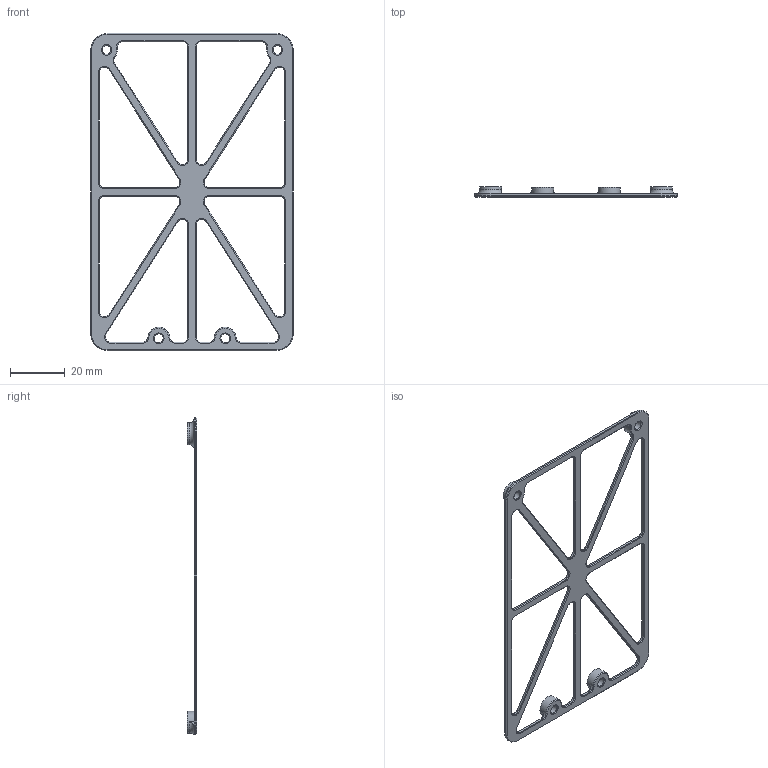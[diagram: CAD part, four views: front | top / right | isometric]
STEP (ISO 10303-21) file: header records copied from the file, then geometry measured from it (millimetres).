
FILE_DESCRIPTION(/* description */ (''),/* implementation_level */ '2;1');
FILE_NAME(/* name */ 'LCC Turnout Controller Mount v1.step',/* time_stamp */ '2025-04-04T22:12:52-04:00',/* author */ (''),/* organization */ (''),/* preprocessor_version */ 'ST-DEVELOPER v20.1',/* originating_system */ 'Autodesk Translation Framework v14.4.0.0',/* authorisation */ '');
FILE_SCHEMA (('AUTOMOTIVE_DESIGN { 1 0 10303 214 3 1 1 }'));
Length unit declared in the file: millimetre
Products named in the file (1): LCC Turnout Controller Mount
Bounding box: 74 x 3.5 x 116 mm (x, y, z)
Volume: 2892.2 mm3; surface area: 6508.4 mm2
Topology: 1 solids, 1 shells, 154 faces, 390 edges, 236 vertices
Faces by surface type: plane 66, cone 42, cylinder 42, torus 4
Full cylindrical faces by diameter (mm): 3.25 x4, 8 x4
Entity records: 4745 total; most frequent: CARTESIAN_POINT 887, DIRECTION 830, ORIENTED_EDGE 780, EDGE_CURVE 390, AXIS2_PLACEMENT_3D 295, LINE 240, VECTOR 240, VERTEX_POINT 236
